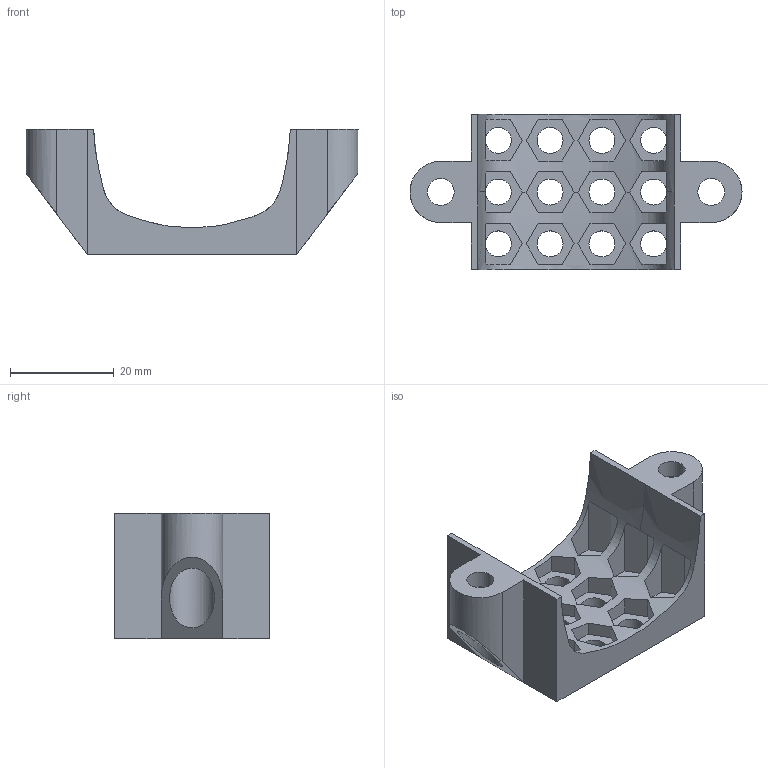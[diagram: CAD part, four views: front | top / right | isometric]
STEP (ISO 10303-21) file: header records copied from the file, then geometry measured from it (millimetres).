
FILE_DESCRIPTION(('Open CASCADE Model'),'2;1');
FILE_NAME('Open CASCADE Shape Model','2024-01-13T13:07:48',('Author'),( 'Open CASCADE'),'Open CASCADE STEP processor 7.7','Open CASCADE 7.7' ,'Unknown');
FILE_SCHEMA(('AUTOMOTIVE_DESIGN { 1 0 10303 214 1 1 1 1 }'));
Length unit declared in the file: millimetre
Products named in the file (1): Open CASCADE STEP translator 7.7 3
Bounding box: 64.16 x 30 x 24.3 mm (x, y, z)
Volume: 9388.3 mm3; surface area: 8735.7 mm2
Topology: 1 solids, 1 shells, 127 faces, 335 edges, 220 vertices
Faces by surface type: plane 107, cylinder 18, extrusion 2
Full cylindrical faces by diameter (mm): 5 x12, 5.2 x2, 8.7 x2
Entity records: 11060 total; most frequent: CARTESIAN_POINT 4846, DIRECTION 939, ORIENTED_EDGE 670, PCURVE 670, DEFINITIONAL_REPRESENTATION 670, VECTOR 586, LINE 584, B_SPLINE_CURVE_WITH_KNOTS 351
